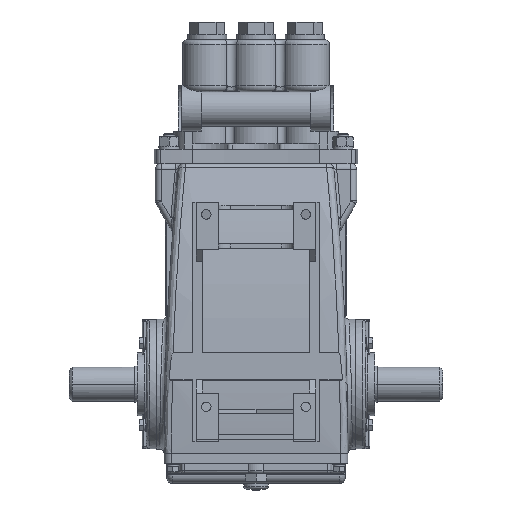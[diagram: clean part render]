
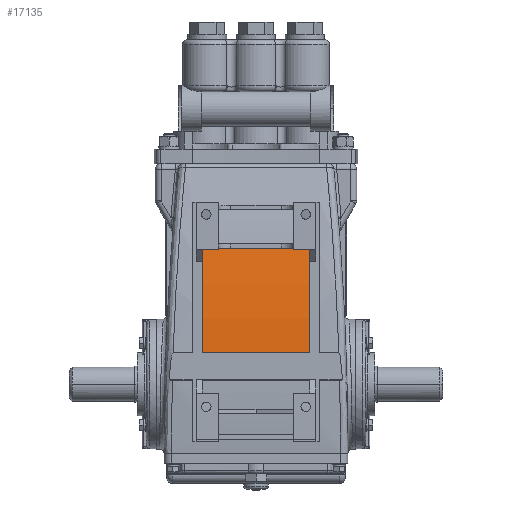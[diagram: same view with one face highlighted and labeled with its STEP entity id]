
A CAD part, front view. The second image highlights one B-rep face of the part: STEP entity #17135.
In plain terms, the highlighted cylindrical face has radius 634.291 mm (diameter 1268.58 mm), a partial arc.
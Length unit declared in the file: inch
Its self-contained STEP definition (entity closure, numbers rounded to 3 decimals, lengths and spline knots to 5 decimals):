
#1577 = EDGE_CURVE ( 'NONE', #10497, #10752, #4430, .T. ) ;
#1600 = VECTOR ( 'NONE', #4432, 39.37008 ) ;
#3186 = EDGE_CURVE ( 'NONE', #10425, #22414, #26496, .T. ) ;
#3283 = EDGE_CURVE ( 'NONE', #22569, #10425, #9802, .T. ) ;
#4430 = LINE ( 'NONE', #4431, #1600 ) ;
#4431 = CARTESIAN_POINT ( 'NONE',  ( 4.12223, -1.22683, 4.68 ) ) ;
#4432 = DIRECTION ( 'NONE',  ( 1., 0., 0. ) ) ;
#4969 = CARTESIAN_POINT ( 'NONE',  ( 2.24273, 23.31683, 0.07423 ) ) ;
#4970 = DIRECTION ( 'NONE',  ( 1., 0., 0. ) ) ;
#4971 = DIRECTION ( 'NONE',  ( 0., 0., 1. ) ) ;
#6195 = EDGE_LOOP ( 'NONE', ( #22837, #22838, #22839, #22840, #22841, #22842, #22843, #22844 ) ) ;
#8317 = VERTEX_POINT ( 'NONE', #11004 ) ;
#9800 = CARTESIAN_POINT ( 'NONE',  ( 4.12223, -1.2174, 4.73 ) ) ;
#9802 = LINE ( 'NONE', #9800, #14355 ) ;
#9807 = DIRECTION ( 'NONE',  ( 1., 0., 0. ) ) ;
#10322 = VERTEX_POINT ( 'NONE', #19444 ) ;
#10333 = VERTEX_POINT ( 'NONE', #19455 ) ;
#10425 = VERTEX_POINT ( 'NONE', #19547 ) ;
#10497 = VERTEX_POINT ( 'NONE', #19619 ) ;
#10752 = VERTEX_POINT ( 'NONE', #19889 ) ;
#11004 = CARTESIAN_POINT ( 'NONE',  ( 2.80373, -1.63467, 1.08774 ) ) ;
#12805 = AXIS2_PLACEMENT_3D ( 'NONE', #27001, #26992, #27003 ) ;
#13472 = CIRCLE ( 'NONE', #13486, 24.97208 ) ;
#13486 = AXIS2_PLACEMENT_3D ( 'NONE', #13648, #13649, #13650 ) ;
#13487 = VECTOR ( 'NONE', #13655, 39.37008 ) ;
#13648 = CARTESIAN_POINT ( 'NONE',  ( -0.94627, 23.31683, 0.07423 ) ) ;
#13649 = DIRECTION ( 'NONE',  ( -1., 0., 0. ) ) ;
#13650 = DIRECTION ( 'NONE',  ( 0., 0., -1. ) ) ;
#13652 = LINE ( 'NONE', #13654, #13487 ) ;
#13654 = CARTESIAN_POINT ( 'NONE',  ( 4.12223, -1.63467, 1.08774 ) ) ;
#13655 = DIRECTION ( 'NONE',  ( 1., 0., 0. ) ) ;
#14139 = LINE ( 'NONE', #14140, #17679 ) ;
#14140 = CARTESIAN_POINT ( 'NONE',  ( 4.12223, -1.22683, 4.68 ) ) ;
#14149 = DIRECTION ( 'NONE',  ( 1., 0., 0. ) ) ;
#14355 = VECTOR ( 'NONE', #9807, 39.37008 ) ;
#14603 = EDGE_CURVE ( 'NONE', #10752, #22569, #27952, .T. ) ;
#14654 = EDGE_CURVE ( 'NONE', #10333, #8317, #27998, .T. ) ;
#14760 = EDGE_CURVE ( 'NONE', #10322, #10497, #13472, .T. ) ;
#14762 = EDGE_CURVE ( 'NONE', #10322, #8317, #13652, .T. ) ;
#14851 = EDGE_CURVE ( 'NONE', #22414, #10333, #14139, .T. ) ;
#17135 = ADVANCED_FACE ( 'NONE', ( #27000 ), #27002, .T. ) ;
#17679 = VECTOR ( 'NONE', #14149, 39.37008 ) ;
#18201 = CARTESIAN_POINT ( 'NONE',  ( 2.24273, -1.22683, 4.68 ) ) ;
#18356 = CARTESIAN_POINT ( 'NONE',  ( -0.38527, -1.2174, 4.73 ) ) ;
#19444 = CARTESIAN_POINT ( 'NONE',  ( -0.94627, -1.63467, 1.08774 ) ) ;
#19455 = CARTESIAN_POINT ( 'NONE',  ( 2.80373, -1.22683, 4.68 ) ) ;
#19547 = CARTESIAN_POINT ( 'NONE',  ( 2.24273, -1.2174, 4.73 ) ) ;
#19619 = CARTESIAN_POINT ( 'NONE',  ( -0.94627, -1.22683, 4.68 ) ) ;
#19889 = CARTESIAN_POINT ( 'NONE',  ( -0.38527, -1.22683, 4.68 ) ) ;
#20251 = CARTESIAN_POINT ( 'NONE',  ( -0.38527, 23.31683, 0.07423 ) ) ;
#20253 = DIRECTION ( 'NONE',  ( -1., 0., 0. ) ) ;
#20254 = DIRECTION ( 'NONE',  ( 0., 0., -1. ) ) ;
#20519 = CARTESIAN_POINT ( 'NONE',  ( 2.80373, 23.31683, 0.07423 ) ) ;
#20520 = DIRECTION ( 'NONE',  ( 1., 0., 0. ) ) ;
#20521 = DIRECTION ( 'NONE',  ( 0., 0., 1. ) ) ;
#22414 = VERTEX_POINT ( 'NONE', #18201 ) ;
#22569 = VERTEX_POINT ( 'NONE', #18356 ) ;
#22837 = ORIENTED_EDGE ( 'NONE', *, *, #14760, .F. ) ;
#22838 = ORIENTED_EDGE ( 'NONE', *, *, #14762, .T. ) ;
#22839 = ORIENTED_EDGE ( 'NONE', *, *, #14654, .F. ) ;
#22840 = ORIENTED_EDGE ( 'NONE', *, *, #14851, .F. ) ;
#22841 = ORIENTED_EDGE ( 'NONE', *, *, #3186, .F. ) ;
#22842 = ORIENTED_EDGE ( 'NONE', *, *, #3283, .F. ) ;
#22843 = ORIENTED_EDGE ( 'NONE', *, *, #14603, .F. ) ;
#22844 = ORIENTED_EDGE ( 'NONE', *, *, #1577, .F. ) ;
#26496 = CIRCLE ( 'NONE', #26500, 24.97208 ) ;
#26500 = AXIS2_PLACEMENT_3D ( 'NONE', #4969, #4970, #4971 ) ;
#26992 = DIRECTION ( 'NONE',  ( -1., 0., 0. ) ) ;
#27000 = FACE_OUTER_BOUND ( 'NONE', #6195, .T. ) ;
#27001 = CARTESIAN_POINT ( 'NONE',  ( 4.12223, 23.31683, 0.07423 ) ) ;
#27002 = CYLINDRICAL_SURFACE ( 'NONE', #12805, 24.97208 ) ;
#27003 = DIRECTION ( 'NONE',  ( 0., 0., 1. ) ) ;
#27952 = CIRCLE ( 'NONE', #27955, 24.97208 ) ;
#27955 = AXIS2_PLACEMENT_3D ( 'NONE', #20251, #20253, #20254 ) ;
#27998 = CIRCLE ( 'NONE', #28011, 24.97208 ) ;
#28011 = AXIS2_PLACEMENT_3D ( 'NONE', #20519, #20520, #20521 ) ;
